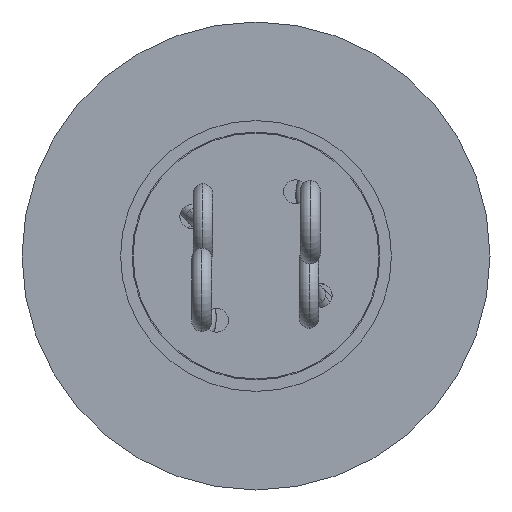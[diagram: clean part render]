
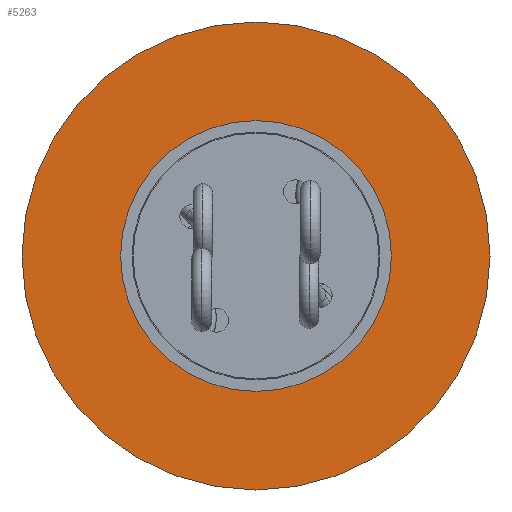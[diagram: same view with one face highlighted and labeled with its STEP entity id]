
A CAD part, front view. The second image highlights one B-rep face of the part: STEP entity #5263.
In plain terms, the highlighted planar face has unit normal (0, -1, 0).
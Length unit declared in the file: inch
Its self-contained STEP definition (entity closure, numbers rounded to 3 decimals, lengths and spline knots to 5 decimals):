
#541 = CARTESIAN_POINT ( 'NONE',  ( 0., 0., 0. ) ) ;
#542 = DIRECTION ( 'NONE',  ( 0., -1., 0. ) ) ;
#543 = DIRECTION ( 'NONE',  ( 0., 0., 1. ) ) ;
#998 = AXIS2_PLACEMENT_3D ( 'NONE', #541, #542, #543 ) ;
#1029 = AXIS2_PLACEMENT_3D ( 'NONE', #5057, #5058, #5059 ) ;
#1033 = AXIS2_PLACEMENT_3D ( 'NONE', #5045, #5046, #5047 ) ;
#1039 = AXIS2_PLACEMENT_3D ( 'NONE', #5011, #5012, #5013 ) ;
#1299 = EDGE_CURVE ( 'NONE', #3274, #3273, #6916, .T. ) ;
#1313 = EDGE_CURVE ( 'NONE', #3262, #3263, #6893, .T. ) ;
#1318 = EDGE_CURVE ( 'NONE', #3263, #3262, #6886, .T. ) ;
#1324 = EDGE_CURVE ( 'NONE', #3273, #3274, #6880, .T. ) ;
#2868 = ORIENTED_EDGE ( 'NONE', *, *, #1318, .T. ) ;
#2869 = ORIENTED_EDGE ( 'NONE', *, *, #1313, .T. ) ;
#2870 = ORIENTED_EDGE ( 'NONE', *, *, #1299, .F. ) ;
#2871 = ORIENTED_EDGE ( 'NONE', *, *, #1324, .F. ) ;
#3262 = VERTEX_POINT ( 'NONE', #4837 ) ;
#3263 = VERTEX_POINT ( 'NONE', #4838 ) ;
#3273 = VERTEX_POINT ( 'NONE', #4848 ) ;
#3274 = VERTEX_POINT ( 'NONE', #4849 ) ;
#3832 = EDGE_LOOP ( 'NONE', ( #2871, #2870 ) ) ;
#3834 = EDGE_LOOP ( 'NONE', ( #2869, #2868 ) ) ;
#4040 = CARTESIAN_POINT ( 'NONE',  ( -0.59, 0., 0. ) ) ;
#4048 = PLANE ( 'NONE',  #8495 ) ;
#4050 = DIRECTION ( 'NONE',  ( 0., 1., 0. ) ) ;
#4051 = DIRECTION ( 'NONE',  ( 0., 0., -1. ) ) ;
#4837 = CARTESIAN_POINT ( 'NONE',  ( 0., 0., 0.59 ) ) ;
#4838 = CARTESIAN_POINT ( 'NONE',  ( 0., 0., -0.59 ) ) ;
#4848 = CARTESIAN_POINT ( 'NONE',  ( 0., 0., 0.3415 ) ) ;
#4849 = CARTESIAN_POINT ( 'NONE',  ( 0., 0., -0.3415 ) ) ;
#5011 = CARTESIAN_POINT ( 'NONE',  ( 0., 0., 0. ) ) ;
#5012 = DIRECTION ( 'NONE',  ( 0., -1., 0. ) ) ;
#5013 = DIRECTION ( 'NONE',  ( 0., 0., 1. ) ) ;
#5045 = CARTESIAN_POINT ( 'NONE',  ( 0., 0., 0. ) ) ;
#5046 = DIRECTION ( 'NONE',  ( 0., -1., 0. ) ) ;
#5047 = DIRECTION ( 'NONE',  ( 0., 0., 1. ) ) ;
#5057 = CARTESIAN_POINT ( 'NONE',  ( 0., 0., 0. ) ) ;
#5058 = DIRECTION ( 'NONE',  ( 0., -1., 0. ) ) ;
#5059 = DIRECTION ( 'NONE',  ( 0., 0., 1. ) ) ;
#5263 = ADVANCED_FACE ( 'NONE', ( #6695, #6697 ), #4048, .F. ) ;
#6695 = FACE_BOUND ( 'NONE', #3832, .T. ) ;
#6697 = FACE_OUTER_BOUND ( 'NONE', #3834, .T. ) ;
#6880 = CIRCLE ( 'NONE', #998, 0.3415 ) ;
#6886 = CIRCLE ( 'NONE', #1029, 0.59 ) ;
#6893 = CIRCLE ( 'NONE', #1033, 0.59 ) ;
#6916 = CIRCLE ( 'NONE', #1039, 0.3415 ) ;
#8495 = AXIS2_PLACEMENT_3D ( 'NONE', #4040, #4050, #4051 ) ;
